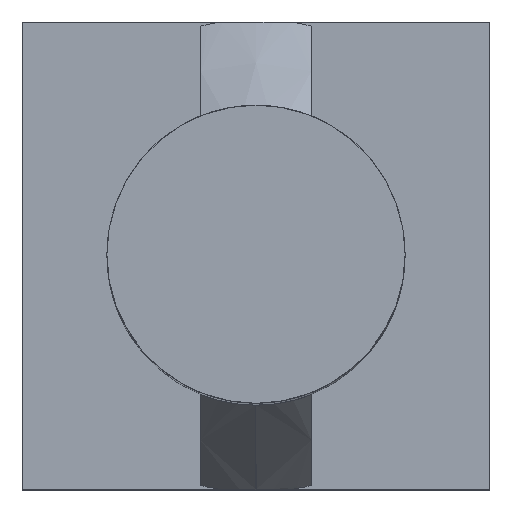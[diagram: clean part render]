
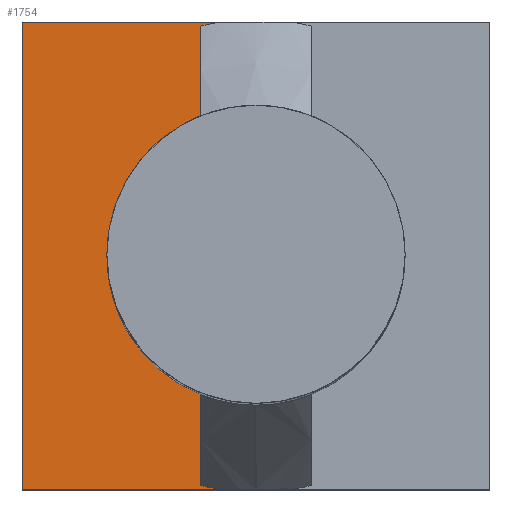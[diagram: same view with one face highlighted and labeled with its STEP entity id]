
A CAD part, top view. The second image highlights one B-rep face of the part: STEP entity #1754.
In plain terms, the highlighted free-form (B-spline) face has degree [1, 1] with [2, 2] control points.
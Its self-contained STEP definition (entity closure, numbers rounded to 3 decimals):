
#1754 = ADVANCED_FACE('',(#1755),#1879,.T.);
#1755 = FACE_BOUND('',#1756,.T.);
#1756 = EDGE_LOOP('',(#1757,#1767,#1775,#1784,#1792,#1800,#1808,#1816,
    #1824,#1832,#1840,#1848,#1856,#1864,#1873));
#1757 = ORIENTED_EDGE('',*,*,#1758,.T.);
#1758 = EDGE_CURVE('',#1759,#1761,#1763,.T.);
#1759 = VERTEX_POINT('',#1760);
#1760 = CARTESIAN_POINT('',(-2.35,2.349,2.661));
#1761 = VERTEX_POINT('',#1762);
#1762 = CARTESIAN_POINT('',(-2.35,-2.35,2.661));
#1763 = LINE('',#1764,#1765);
#1764 = CARTESIAN_POINT('',(-2.35,2.349,2.661));
#1765 = VECTOR('',#1766,1.);
#1766 = DIRECTION('',(0.,-1.,0.));
#1767 = ORIENTED_EDGE('',*,*,#1768,.T.);
#1768 = EDGE_CURVE('',#1761,#1769,#1771,.T.);
#1769 = VERTEX_POINT('',#1770);
#1770 = CARTESIAN_POINT('',(-0.346,-2.35,2.661));
#1771 = LINE('',#1772,#1773);
#1772 = CARTESIAN_POINT('',(-2.35,-2.35,2.661));
#1773 = VECTOR('',#1774,1.);
#1774 = DIRECTION('',(1.,0.,0.));
#1775 = ORIENTED_EDGE('',*,*,#1776,.T.);
#1776 = EDGE_CURVE('',#1769,#1777,#1779,.T.);
#1777 = VERTEX_POINT('',#1778);
#1778 = CARTESIAN_POINT('',(-0.558,-2.308,2.661));
#1779 = CIRCLE('',#1780,2.375);
#1780 = AXIS2_PLACEMENT_3D('',#1781,#1782,#1783);
#1781 = CARTESIAN_POINT('',(0.,0.,
    2.661));
#1782 = DIRECTION('',(0.,0.,-1.));
#1783 = DIRECTION('',(-0.146,-0.989,0.
    ));
#1784 = ORIENTED_EDGE('',*,*,#1785,.T.);
#1785 = EDGE_CURVE('',#1777,#1786,#1788,.T.);
#1786 = VERTEX_POINT('',#1787);
#1787 = CARTESIAN_POINT('',(-0.558,-1.391,2.661));
#1788 = LINE('',#1789,#1790);
#1789 = CARTESIAN_POINT('',(-0.558,-2.308,2.661));
#1790 = VECTOR('',#1791,1.);
#1791 = DIRECTION('',(0.,1.,0.));
#1792 = ORIENTED_EDGE('',*,*,#1793,.T.);
#1793 = EDGE_CURVE('',#1786,#1794,#1796,.T.);
#1794 = VERTEX_POINT('',#1795);
#1795 = CARTESIAN_POINT('',(-0.941,-1.166,2.661));
#1796 = B_SPLINE_CURVE_WITH_KNOTS('',2,(#1797,#1798,#1799),
  .UNSPECIFIED.,.F.,.F.,(3,3),(0.,0.125),.PIECEWISE_BEZIER_KNOTS.);
#1797 = CARTESIAN_POINT('',(-0.558,-1.391,2.661));
#1798 = CARTESIAN_POINT('',(-0.766,-1.307,2.661));
#1799 = CARTESIAN_POINT('',(-0.941,-1.166,2.661));
#1800 = ORIENTED_EDGE('',*,*,#1801,.T.);
#1801 = EDGE_CURVE('',#1794,#1802,#1804,.T.);
#1802 = VERTEX_POINT('',#1803);
#1803 = CARTESIAN_POINT('',(-1.241,-0.84,2.661));
#1804 = B_SPLINE_CURVE_WITH_KNOTS('',2,(#1805,#1806,#1807),
  .UNSPECIFIED.,.F.,.F.,(3,3),(0.125,0.25),.PIECEWISE_BEZIER_KNOTS.);
#1805 = CARTESIAN_POINT('',(-0.941,-1.166,2.661));
#1806 = CARTESIAN_POINT('',(-1.116,-1.026,2.661));
#1807 = CARTESIAN_POINT('',(-1.241,-0.84,2.661));
#1808 = ORIENTED_EDGE('',*,*,#1809,.T.);
#1809 = EDGE_CURVE('',#1802,#1810,#1812,.T.);
#1810 = VERTEX_POINT('',#1811);
#1811 = CARTESIAN_POINT('',(-1.433,-0.439,2.661));
#1812 = B_SPLINE_CURVE_WITH_KNOTS('',2,(#1813,#1814,#1815),
  .UNSPECIFIED.,.F.,.F.,(3,3),(0.25,0.375),.PIECEWISE_BEZIER_KNOTS.);
#1813 = CARTESIAN_POINT('',(-1.241,-0.84,2.661));
#1814 = CARTESIAN_POINT('',(-1.367,-0.654,2.661));
#1815 = CARTESIAN_POINT('',(-1.433,-0.439,2.661));
#1816 = ORIENTED_EDGE('',*,*,#1817,.T.);
#1817 = EDGE_CURVE('',#1810,#1818,#1820,.T.);
#1818 = VERTEX_POINT('',#1819);
#1819 = CARTESIAN_POINT('',(-1.499,0.,2.661)
  );
#1820 = B_SPLINE_CURVE_WITH_KNOTS('',2,(#1821,#1822,#1823),
  .UNSPECIFIED.,.F.,.F.,(3,3),(0.375,0.5),.PIECEWISE_BEZIER_KNOTS.);
#1821 = CARTESIAN_POINT('',(-1.433,-0.439,2.661));
#1822 = CARTESIAN_POINT('',(-1.499,-0.224,2.661));
#1823 = CARTESIAN_POINT('',(-1.499,0.,2.661)
  );
#1824 = ORIENTED_EDGE('',*,*,#1825,.T.);
#1825 = EDGE_CURVE('',#1818,#1826,#1828,.T.);
#1826 = VERTEX_POINT('',#1827);
#1827 = CARTESIAN_POINT('',(-1.433,0.439,2.661));
#1828 = B_SPLINE_CURVE_WITH_KNOTS('',2,(#1829,#1830,#1831),
  .UNSPECIFIED.,.F.,.F.,(3,3),(0.5,0.625),.PIECEWISE_BEZIER_KNOTS.);
#1829 = CARTESIAN_POINT('',(-1.499,0.,2.661)
  );
#1830 = CARTESIAN_POINT('',(-1.499,0.224,2.661));
#1831 = CARTESIAN_POINT('',(-1.433,0.439,2.661));
#1832 = ORIENTED_EDGE('',*,*,#1833,.T.);
#1833 = EDGE_CURVE('',#1826,#1834,#1836,.T.);
#1834 = VERTEX_POINT('',#1835);
#1835 = CARTESIAN_POINT('',(-1.241,0.84,2.661));
#1836 = B_SPLINE_CURVE_WITH_KNOTS('',2,(#1837,#1838,#1839),
  .UNSPECIFIED.,.F.,.F.,(3,3),(0.625,0.75),.PIECEWISE_BEZIER_KNOTS.);
#1837 = CARTESIAN_POINT('',(-1.433,0.439,2.661));
#1838 = CARTESIAN_POINT('',(-1.367,0.654,2.661));
#1839 = CARTESIAN_POINT('',(-1.241,0.84,2.661));
#1840 = ORIENTED_EDGE('',*,*,#1841,.T.);
#1841 = EDGE_CURVE('',#1834,#1842,#1844,.T.);
#1842 = VERTEX_POINT('',#1843);
#1843 = CARTESIAN_POINT('',(-0.941,1.166,2.661));
#1844 = B_SPLINE_CURVE_WITH_KNOTS('',2,(#1845,#1846,#1847),
  .UNSPECIFIED.,.F.,.F.,(3,3),(0.75,0.875),.PIECEWISE_BEZIER_KNOTS.);
#1845 = CARTESIAN_POINT('',(-1.241,0.84,2.661));
#1846 = CARTESIAN_POINT('',(-1.116,1.026,2.661));
#1847 = CARTESIAN_POINT('',(-0.941,1.166,2.661));
#1848 = ORIENTED_EDGE('',*,*,#1849,.T.);
#1849 = EDGE_CURVE('',#1842,#1850,#1852,.T.);
#1850 = VERTEX_POINT('',#1851);
#1851 = CARTESIAN_POINT('',(-0.558,1.391,2.661));
#1852 = B_SPLINE_CURVE_WITH_KNOTS('',2,(#1853,#1854,#1855),
  .UNSPECIFIED.,.F.,.F.,(3,3),(0.875,1.),.PIECEWISE_BEZIER_KNOTS.);
#1853 = CARTESIAN_POINT('',(-0.941,1.166,2.661));
#1854 = CARTESIAN_POINT('',(-0.766,1.307,2.661));
#1855 = CARTESIAN_POINT('',(-0.558,1.391,2.661));
#1856 = ORIENTED_EDGE('',*,*,#1857,.T.);
#1857 = EDGE_CURVE('',#1850,#1858,#1860,.T.);
#1858 = VERTEX_POINT('',#1859);
#1859 = CARTESIAN_POINT('',(-0.558,2.308,2.661));
#1860 = LINE('',#1861,#1862);
#1861 = CARTESIAN_POINT('',(-0.558,1.391,2.661));
#1862 = VECTOR('',#1863,1.);
#1863 = DIRECTION('',(0.,1.,0.));
#1864 = ORIENTED_EDGE('',*,*,#1865,.T.);
#1865 = EDGE_CURVE('',#1858,#1866,#1868,.T.);
#1866 = VERTEX_POINT('',#1867);
#1867 = CARTESIAN_POINT('',(-0.346,2.349,2.661));
#1868 = CIRCLE('',#1869,2.375);
#1869 = AXIS2_PLACEMENT_3D('',#1870,#1871,#1872);
#1870 = CARTESIAN_POINT('',(0.,0.,
    2.661));
#1871 = DIRECTION('',(0.,0.,-1.));
#1872 = DIRECTION('',(-0.235,0.972,
    0.));
#1873 = ORIENTED_EDGE('',*,*,#1874,.T.);
#1874 = EDGE_CURVE('',#1866,#1759,#1875,.T.);
#1875 = LINE('',#1876,#1877);
#1876 = CARTESIAN_POINT('',(-0.346,2.349,2.661));
#1877 = VECTOR('',#1878,1.);
#1878 = DIRECTION('',(-1.,0.,0.));
#1879 = B_SPLINE_SURFACE_WITH_KNOTS('',1,1,(
    (#1880,#1881)
    ,(#1882,#1883
    )),.UNSPECIFIED.,.F.,.F.,.F.,(2,2),(2,2),(0.,1.),(0.,1.),
  .PIECEWISE_BEZIER_KNOTS.);
#1880 = CARTESIAN_POINT('',(-0.334,-2.35,2.661));
#1881 = CARTESIAN_POINT('',(-2.35,-2.35,2.661));
#1882 = CARTESIAN_POINT('',(-0.334,2.349,2.661));
#1883 = CARTESIAN_POINT('',(-2.35,2.349,2.661));
